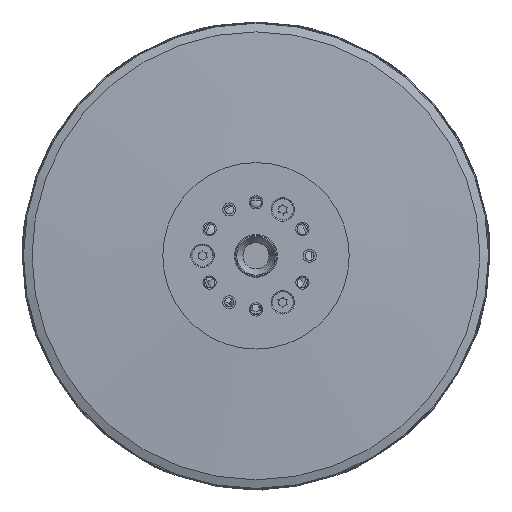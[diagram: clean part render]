
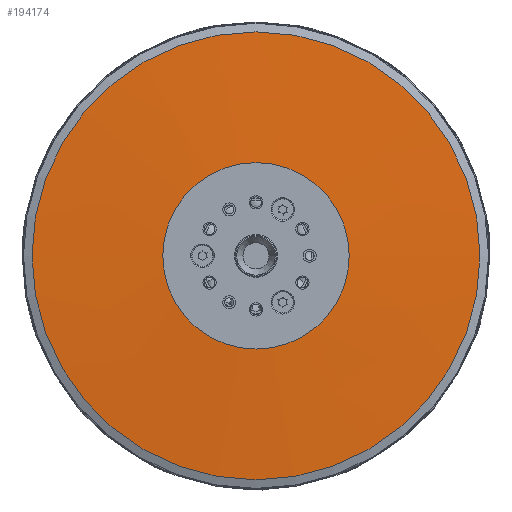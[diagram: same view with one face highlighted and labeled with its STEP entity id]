
A CAD part, left-side view. The second image highlights one B-rep face of the part: STEP entity #194174.
In plain terms, the highlighted conical face has half-angle 87.184 degrees and reference radius 43.5 mm.
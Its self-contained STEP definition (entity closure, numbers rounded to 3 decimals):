
#172653 = CONICAL_SURFACE('',#172654,104.5,1.212);
#172654 = AXIS2_PLACEMENT_3D('',#172655,#172656,#172657);
#172655 = CARTESIAN_POINT('',(-40.,0.,
    0.));
#172656 = DIRECTION('',(1.,0.,0.));
#172657 = DIRECTION('',(0.,0.5,
    0.866));
#184461 = EDGE_CURVE('',#184462,#184462,#184464,.T.);
#184462 = VERTEX_POINT('',#184463);
#184463 = CARTESIAN_POINT('',(-40.,52.25,
    90.5));
#184464 = SURFACE_CURVE('',#184465,(#184470,#184477),.PCURVE_S1.);
#184465 = CIRCLE('',#184466,104.5);
#184466 = AXIS2_PLACEMENT_3D('',#184467,#184468,#184469);
#184467 = CARTESIAN_POINT('',(-40.,0.,
    0.));
#184468 = DIRECTION('',(1.,0.,0.));
#184469 = DIRECTION('',(0.,0.5,
    0.866));
#184470 = PCURVE('',#172653,#184471);
#184471 = DEFINITIONAL_REPRESENTATION('',(#184472),#184476);
#184472 = LINE('',#184473,#184474);
#184473 = CARTESIAN_POINT('',(0.,0.));
#184474 = VECTOR('',#184475,1.);
#184475 = DIRECTION('',(1.,0.));
#184476 = ( GEOMETRIC_REPRESENTATION_CONTEXT(2) 
PARAMETRIC_REPRESENTATION_CONTEXT() REPRESENTATION_CONTEXT('2D SPACE',''
  ) );
#184477 = PCURVE('',#184478,#184483);
#184478 = CONICAL_SURFACE('',#184479,43.5,1.522);
#184479 = AXIS2_PLACEMENT_3D('',#184480,#184481,#184482);
#184480 = CARTESIAN_POINT('',(-43.,0.,
    0.));
#184481 = DIRECTION('',(1.,0.,0.));
#184482 = DIRECTION('',(0.,0.5,
    0.866));
#184483 = DEFINITIONAL_REPRESENTATION('',(#184484),#184488);
#184484 = LINE('',#184485,#184486);
#184485 = CARTESIAN_POINT('',(0.,3.));
#184486 = VECTOR('',#184487,1.);
#184487 = DIRECTION('',(1.,0.));
#184488 = ( GEOMETRIC_REPRESENTATION_CONTEXT(2) 
PARAMETRIC_REPRESENTATION_CONTEXT() REPRESENTATION_CONTEXT('2D SPACE',''
  ) );
#194174 = ADVANCED_FACE('',(#194175),#184478,.T.);
#194175 = FACE_BOUND('',#194176,.T.);
#194176 = EDGE_LOOP('',(#194177,#194206,#194227,#194228));
#194177 = ORIENTED_EDGE('',*,*,#194178,.T.);
#194178 = EDGE_CURVE('',#194179,#194179,#194181,.T.);
#194179 = VERTEX_POINT('',#194180);
#194180 = CARTESIAN_POINT('',(-43.,21.75,
    37.672));
#194181 = SURFACE_CURVE('',#194182,(#194187,#194194),.PCURVE_S1.);
#194182 = CIRCLE('',#194183,43.5);
#194183 = AXIS2_PLACEMENT_3D('',#194184,#194185,#194186);
#194184 = CARTESIAN_POINT('',(-43.,0.,
    0.));
#194185 = DIRECTION('',(1.,0.,0.));
#194186 = DIRECTION('',(0.,0.5,
    0.866));
#194187 = PCURVE('',#184478,#194188);
#194188 = DEFINITIONAL_REPRESENTATION('',(#194189),#194193);
#194189 = LINE('',#194190,#194191);
#194190 = CARTESIAN_POINT('',(0.,0.));
#194191 = VECTOR('',#194192,1.);
#194192 = DIRECTION('',(1.,0.));
#194193 = ( GEOMETRIC_REPRESENTATION_CONTEXT(2) 
PARAMETRIC_REPRESENTATION_CONTEXT() REPRESENTATION_CONTEXT('2D SPACE',''
  ) );
#194194 = PCURVE('',#194195,#194200);
#194195 = PLANE('',#194196);
#194196 = AXIS2_PLACEMENT_3D('',#194197,#194198,#194199);
#194197 = CARTESIAN_POINT('',(-43.,0.,
    0.));
#194198 = DIRECTION('',(1.,0.,0.));
#194199 = DIRECTION('',(0.,0.5,
    0.866));
#194200 = DEFINITIONAL_REPRESENTATION('',(#194201),#194205);
#194201 = CIRCLE('',#194202,43.5);
#194202 = AXIS2_PLACEMENT_2D('',#194203,#194204);
#194203 = CARTESIAN_POINT('',(0.,0.));
#194204 = DIRECTION('',(1.,-0.));
#194205 = ( GEOMETRIC_REPRESENTATION_CONTEXT(2) 
PARAMETRIC_REPRESENTATION_CONTEXT() REPRESENTATION_CONTEXT('2D SPACE',''
  ) );
#194206 = ORIENTED_EDGE('',*,*,#194207,.T.);
#194207 = EDGE_CURVE('',#194179,#184462,#194208,.T.);
#194208 = SEAM_CURVE('',#194209,(#194213,#194220),.PCURVE_S1.);
#194209 = LINE('',#194210,#194211);
#194210 = CARTESIAN_POINT('',(-43.,21.75,
    37.672));
#194211 = VECTOR('',#194212,1.);
#194212 = DIRECTION('',(0.049,0.499,0.865)
  );
#194213 = PCURVE('',#184478,#194214);
#194214 = DEFINITIONAL_REPRESENTATION('',(#194215),#194219);
#194215 = LINE('',#194216,#194217);
#194216 = CARTESIAN_POINT('',(0.,0.));
#194217 = VECTOR('',#194218,1.);
#194218 = DIRECTION('',(0.,1.));
#194219 = ( GEOMETRIC_REPRESENTATION_CONTEXT(2) 
PARAMETRIC_REPRESENTATION_CONTEXT() REPRESENTATION_CONTEXT('2D SPACE',''
  ) );
#194220 = PCURVE('',#184478,#194221);
#194221 = DEFINITIONAL_REPRESENTATION('',(#194222),#194226);
#194222 = LINE('',#194223,#194224);
#194223 = CARTESIAN_POINT('',(6.283,0.));
#194224 = VECTOR('',#194225,1.);
#194225 = DIRECTION('',(0.,1.));
#194226 = ( GEOMETRIC_REPRESENTATION_CONTEXT(2) 
PARAMETRIC_REPRESENTATION_CONTEXT() REPRESENTATION_CONTEXT('2D SPACE',''
  ) );
#194227 = ORIENTED_EDGE('',*,*,#184461,.F.);
#194228 = ORIENTED_EDGE('',*,*,#194207,.F.);
